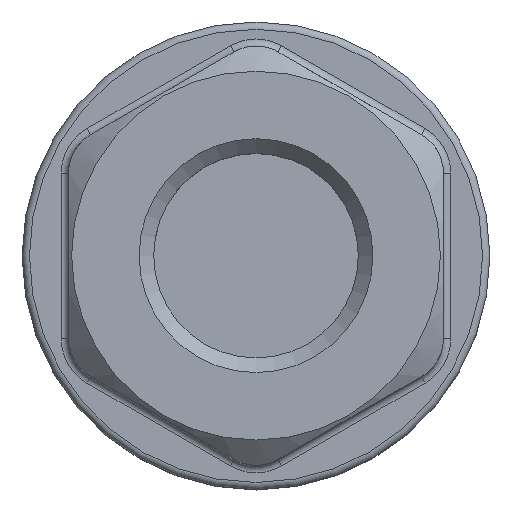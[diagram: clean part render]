
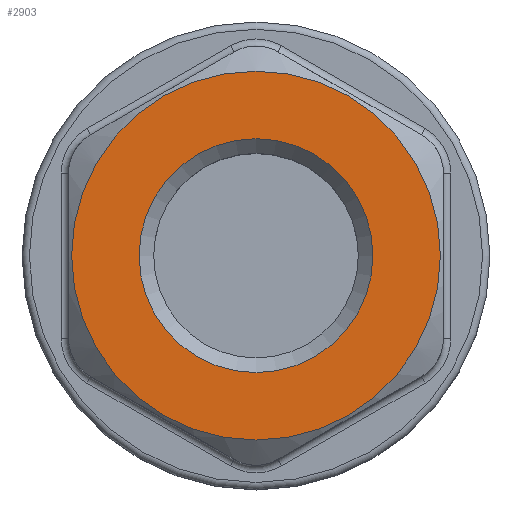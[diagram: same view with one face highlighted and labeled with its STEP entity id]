
A CAD part, top view. The second image highlights one B-rep face of the part: STEP entity #2903.
In plain terms, the highlighted planar face has unit normal (0, 0, 1).
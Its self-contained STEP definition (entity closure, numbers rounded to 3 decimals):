
#77=FACE_BOUND('',#516,.T.);
#146=PLANE('',#3213);
#339=FACE_OUTER_BOUND('',#515,.T.);
#515=EDGE_LOOP('',(#2534));
#516=EDGE_LOOP('',(#2535));
#987=CIRCLE('',#3199,12.615);
#989=CIRCLE('',#3210,8.);
#1312=VERTEX_POINT('',#5906);
#1319=VERTEX_POINT('',#5981);
#1708=EDGE_CURVE('',#1312,#1312,#987,.T.);
#1722=EDGE_CURVE('',#1319,#1319,#989,.T.);
#2534=ORIENTED_EDGE('',*,*,#1708,.T.);
#2535=ORIENTED_EDGE('',*,*,#1722,.F.);
#2903=ADVANCED_FACE('',(#339,#77),#146,.T.);
#3199=AXIS2_PLACEMENT_3D('',#5907,#3919,#3920);
#3210=AXIS2_PLACEMENT_3D('',#5982,#3947,#3948);
#3213=AXIS2_PLACEMENT_3D('',#5988,#3955,#3956);
#3919=DIRECTION('center_axis',(0.,0.,1.));
#3920=DIRECTION('ref_axis',(0.,1.,0.));
#3947=DIRECTION('center_axis',(0.,0.,1.));
#3948=DIRECTION('ref_axis',(-1.,0.,0.));
#3955=DIRECTION('center_axis',(0.,0.,1.));
#3956=DIRECTION('ref_axis',(1.,0.,0.));
#5906=CARTESIAN_POINT('',(0.,-12.615,10.));
#5907=CARTESIAN_POINT('Origin',(0.,0.,10.));
#5981=CARTESIAN_POINT('',(8.,0.,10.));
#5982=CARTESIAN_POINT('Origin',(0.,0.,10.));
#5988=CARTESIAN_POINT('Origin',(0.,0.,10.));
